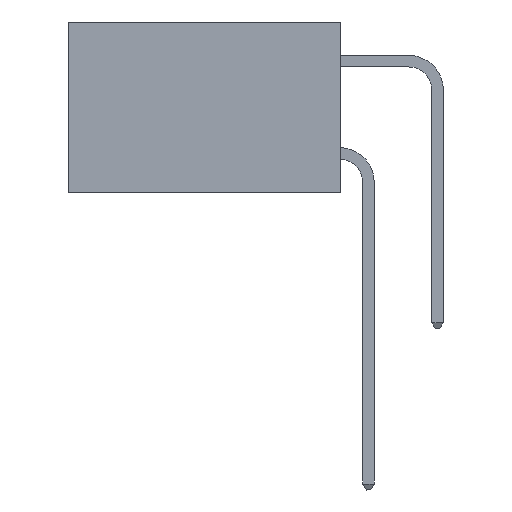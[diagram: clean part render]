
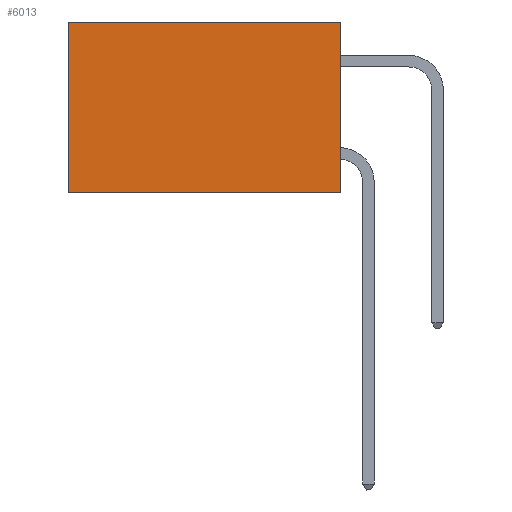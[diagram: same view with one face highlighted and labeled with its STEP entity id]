
A CAD part, left-side view. The second image highlights one B-rep face of the part: STEP entity #6013.
In plain terms, the highlighted planar face has unit normal (-1, 0, 0).
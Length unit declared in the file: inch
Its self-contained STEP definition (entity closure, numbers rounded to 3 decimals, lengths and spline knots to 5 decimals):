
#623 = CARTESIAN_POINT ( 'NONE',  ( 0.277, 0., 0. ) ) ;
#1223 = LINE ( 'NONE', #28406, #21126 ) ;
#3583 = EDGE_CURVE ( 'NONE', #8377, #11570, #3949, .T. ) ;
#3949 = LINE ( 'NONE', #30504, #16416 ) ;
#5738 = LINE ( 'NONE', #11680, #11508 ) ;
#5860 = EDGE_CURVE ( 'NONE', #31376, #22497, #1223, .T. ) ;
#6013 = ADVANCED_FACE ( 'NONE', ( #10400 ), #18893, .F. ) ;
#7632 = ORIENTED_EDGE ( 'NONE', *, *, #26572, .F. ) ;
#8377 = VERTEX_POINT ( 'NONE', #623 ) ;
#8701 = EDGE_CURVE ( 'NONE', #11570, #22497, #27498, .T. ) ;
#10112 = DIRECTION ( 'NONE',  ( 0., 1., 0. ) ) ;
#10400 = FACE_OUTER_BOUND ( 'NONE', #11296, .T. ) ;
#10672 = CARTESIAN_POINT ( 'NONE',  ( 0.277, 0.59, -0.37 ) ) ;
#10965 = ORIENTED_EDGE ( 'NONE', *, *, #5860, .F. ) ;
#11296 = EDGE_LOOP ( 'NONE', ( #31581, #10965, #7632, #22992 ) ) ;
#11508 = VECTOR ( 'NONE', #14246, 39.37008 ) ;
#11570 = VERTEX_POINT ( 'NONE', #27489 ) ;
#11680 = CARTESIAN_POINT ( 'NONE',  ( 0.277, 0., -0.37 ) ) ;
#14196 = CARTESIAN_POINT ( 'NONE',  ( 0.277, 0.59, -0.37 ) ) ;
#14246 = DIRECTION ( 'NONE',  ( 0., 0., -1. ) ) ;
#15487 = CARTESIAN_POINT ( 'NONE',  ( 0.277, 0., -0.37 ) ) ;
#16416 = VECTOR ( 'NONE', #10112, 39.37008 ) ;
#17729 = DIRECTION ( 'NONE',  ( 0., 0., -1. ) ) ;
#17762 = DIRECTION ( 'NONE',  ( 1., 0., 0. ) ) ;
#17848 = CARTESIAN_POINT ( 'NONE',  ( 0.277, 0., -0.37 ) ) ;
#18893 = PLANE ( 'NONE',  #25852 ) ;
#20985 = VECTOR ( 'NONE', #29118, 39.37008 ) ;
#21126 = VECTOR ( 'NONE', #28364, 39.37008 ) ;
#22497 = VERTEX_POINT ( 'NONE', #10672 ) ;
#22992 = ORIENTED_EDGE ( 'NONE', *, *, #3583, .T. ) ;
#25852 = AXIS2_PLACEMENT_3D ( 'NONE', #17848, #17762, #17729 ) ;
#26572 = EDGE_CURVE ( 'NONE', #8377, #31376, #5738, .T. ) ;
#27489 = CARTESIAN_POINT ( 'NONE',  ( 0.277, 0.59, 0. ) ) ;
#27498 = LINE ( 'NONE', #14196, #20985 ) ;
#28364 = DIRECTION ( 'NONE',  ( 0., 1., 0. ) ) ;
#28406 = CARTESIAN_POINT ( 'NONE',  ( 0.277, 0., -0.37 ) ) ;
#29118 = DIRECTION ( 'NONE',  ( 0., 0., -1. ) ) ;
#30504 = CARTESIAN_POINT ( 'NONE',  ( 0.277, 0., 0. ) ) ;
#31376 = VERTEX_POINT ( 'NONE', #15487 ) ;
#31581 = ORIENTED_EDGE ( 'NONE', *, *, #8701, .T. ) ;
